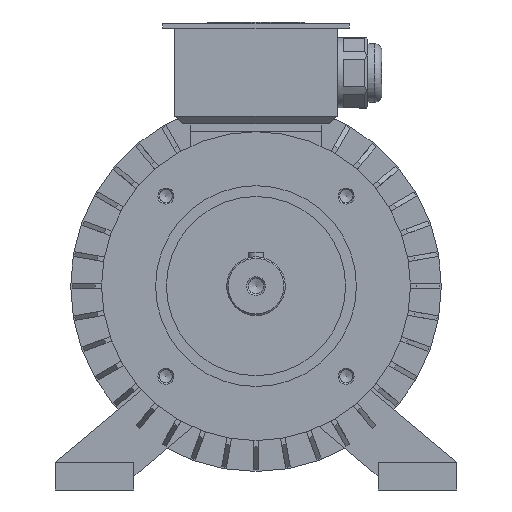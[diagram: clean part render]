
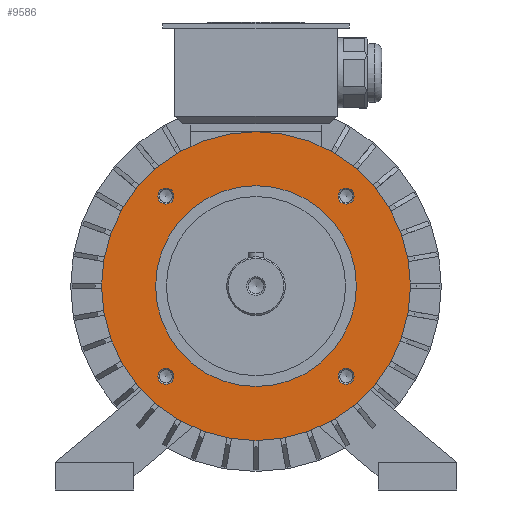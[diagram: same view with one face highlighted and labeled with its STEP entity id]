
A CAD part, front view. The second image highlights one B-rep face of the part: STEP entity #9586.
In plain terms, the highlighted planar face has unit normal (0, -1, 0).
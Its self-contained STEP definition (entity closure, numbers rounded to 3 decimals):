
#238=CIRCLE('',#9811,5.188);
#242=CIRCLE('',#9819,5.188);
#246=CIRCLE('',#9827,5.188);
#422=CIRCLE('',#10195,100.);
#424=CIRCLE('',#10198,5.188);
#425=CIRCLE('',#10199,65.);
#1486=ORIENTED_EDGE('',*,*,#2545,.T.);
#1487=ORIENTED_EDGE('',*,*,#2549,.T.);
#1488=ORIENTED_EDGE('',*,*,#2553,.T.);
#1489=ORIENTED_EDGE('',*,*,#3253,.T.);
#1490=ORIENTED_EDGE('',*,*,#3254,.T.);
#1491=ORIENTED_EDGE('',*,*,#3251,.F.);
#2545=EDGE_CURVE('',#3553,#3553,#238,.T.);
#2549=EDGE_CURVE('',#3558,#3558,#242,.T.);
#2553=EDGE_CURVE('',#3563,#3563,#246,.T.);
#3251=EDGE_CURVE('',#4066,#4066,#422,.T.);
#3253=EDGE_CURVE('',#4068,#4068,#424,.T.);
#3254=EDGE_CURVE('',#4069,#4069,#425,.T.);
#3553=VERTEX_POINT('',#12559);
#3558=VERTEX_POINT('',#12572);
#3563=VERTEX_POINT('',#12585);
#4066=VERTEX_POINT('',#14116);
#4068=VERTEX_POINT('',#14121);
#4069=VERTEX_POINT('',#14123);
#5719=EDGE_LOOP('',(#1486));
#5720=EDGE_LOOP('',(#1487));
#5721=EDGE_LOOP('',(#1488));
#5722=EDGE_LOOP('',(#1489));
#5723=EDGE_LOOP('',(#1490));
#5724=EDGE_LOOP('',(#1491));
#6175=FACE_BOUND('',#5719,.T.);
#6176=FACE_BOUND('',#5720,.T.);
#6177=FACE_BOUND('',#5721,.T.);
#6178=FACE_BOUND('',#5722,.T.);
#6179=FACE_BOUND('',#5723,.T.);
#6180=FACE_BOUND('',#5724,.T.);
#6555=PLANE('',#10197);
#9586=ADVANCED_FACE('',(#6175,#6176,#6177,#6178,#6179,#6180),#6555,.F.);
#9811=AXIS2_PLACEMENT_3D('',#12558,#10527,#10528);
#9819=AXIS2_PLACEMENT_3D('',#12571,#10543,#10544);
#9827=AXIS2_PLACEMENT_3D('',#12584,#10559,#10560);
#10195=AXIS2_PLACEMENT_3D('',#14115,#11739,#11740);
#10197=AXIS2_PLACEMENT_3D('',#14119,#11743,#11744);
#10198=AXIS2_PLACEMENT_3D('',#14120,#11745,#11746);
#10199=AXIS2_PLACEMENT_3D('',#14122,#11747,#11748);
#10527=DIRECTION('',(0.,1.,0.));
#10528=DIRECTION('',(0.,0.,1.));
#10543=DIRECTION('',(0.,1.,0.));
#10544=DIRECTION('',(-1.,0.,0.));
#10559=DIRECTION('',(0.,1.,0.));
#10560=DIRECTION('',(0.,0.,-1.));
#11739=DIRECTION('',(0.,1.,0.));
#11740=DIRECTION('',(1.,0.,0.));
#11743=DIRECTION('',(0.,1.,0.));
#11744=DIRECTION('',(0.,0.,1.));
#11745=DIRECTION('',(0.,1.,0.));
#11746=DIRECTION('',(1.,0.,0.));
#11747=DIRECTION('',(0.,1.,0.));
#11748=DIRECTION('',(1.,0.,0.));
#12558=CARTESIAN_POINT('',(-58.336,-41.,-58.336));
#12559=CARTESIAN_POINT('',(-58.336,-41.,-53.148));
#12571=CARTESIAN_POINT('',(58.336,-41.,-58.336));
#12572=CARTESIAN_POINT('',(53.148,-41.,-58.336));
#12584=CARTESIAN_POINT('',(58.336,-41.,58.336));
#12585=CARTESIAN_POINT('',(58.336,-41.,53.148));
#14115=CARTESIAN_POINT('',(0.,-41.,0.));
#14116=CARTESIAN_POINT('',(100.,-41.,0.));
#14119=CARTESIAN_POINT('',(0.,-41.,0.));
#14120=CARTESIAN_POINT('',(-58.336,-41.,58.336));
#14121=CARTESIAN_POINT('',(-53.148,-41.,58.336));
#14122=CARTESIAN_POINT('',(0.,-41.,0.));
#14123=CARTESIAN_POINT('',(65.,-41.,0.));
